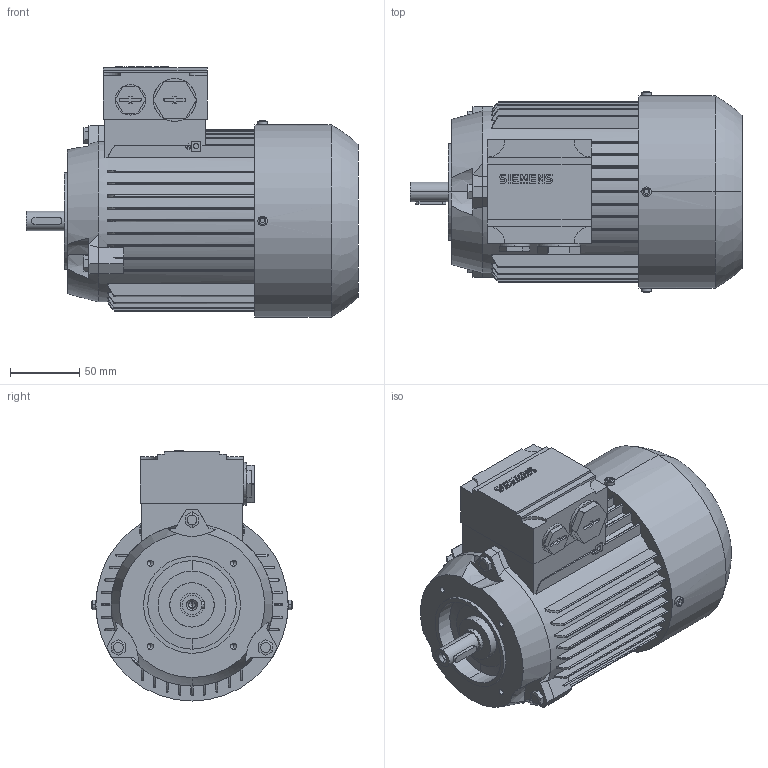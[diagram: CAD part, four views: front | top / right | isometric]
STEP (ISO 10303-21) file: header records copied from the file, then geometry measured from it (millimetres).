
FILE_DESCRIPTION(('STEP AP214'),'1');
FILE_NAME('cctmp_35BE6E0F-FAAF-407F-98DE-02BA9B944F8C_2023_06_06_11_51_20_0510..stp','2023-06-06T09:51:20',('SIEMENS A&D'),('CADClick - www.CADClick.com'),'Spatial InterOp 3D',' ','unknown authorization');
FILE_SCHEMA(('AUTOMOTIVE_DESIGN'));
Length unit declared in the file: millimetre
Products named in the file (1): 1
Bounding box: 240 x 145 x 180.79 mm (x, y, z)
Volume: 2845085.9 mm3; surface area: 180608.5 mm2
Topology: 7 solids, 7 shells, 603 faces, 1628 edges, 1054 vertices
Faces by surface type: plane 379, cylinder 150, torus 38, cone 36
Entity records: 25140 total; most frequent: CARTESIAN_POINT 5103, ORIENTED_EDGE 3212, DIRECTION 3102, EDGE_CURVE 1606, VERTEX_POINT 1054, AXIS2_PLACEMENT_3D 1037, LINE 1028, VECTOR 1028
